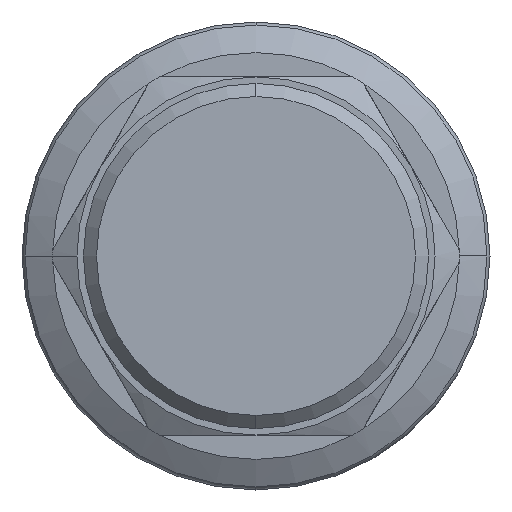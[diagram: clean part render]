
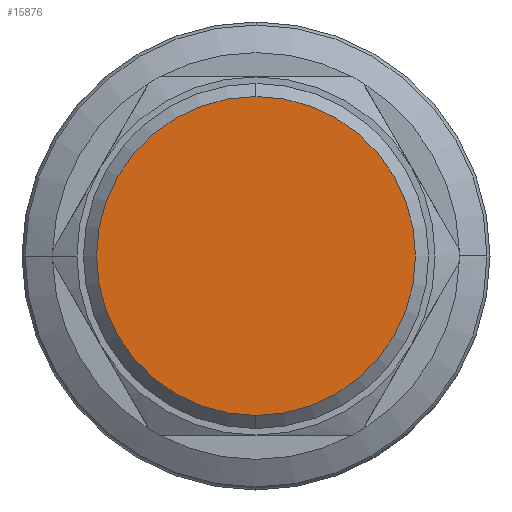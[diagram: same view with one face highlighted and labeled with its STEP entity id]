
A CAD part, left-side view. The second image highlights one B-rep face of the part: STEP entity #15876.
In plain terms, the highlighted planar face has unit normal (-1, 0, 0).
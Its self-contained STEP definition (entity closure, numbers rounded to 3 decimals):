
#477 = DIRECTION ( 'NONE',  ( 0., 0., -1. ) ) ;
#2321 = EDGE_CURVE ( 'NONE', #13439, #13204, #13784, .T. ) ;
#3737 = FACE_OUTER_BOUND ( 'NONE', #12949, .T. ) ;
#4965 = CARTESIAN_POINT ( 'NONE',  ( -11.15, 0., -18.35 ) ) ;
#6483 = ORIENTED_EDGE ( 'NONE', *, *, #15818, .T. ) ;
#8564 = DIRECTION ( 'NONE',  ( -1., 0., 0. ) ) ;
#9005 = DIRECTION ( 'NONE',  ( 0., 0., 1. ) ) ;
#10541 = CARTESIAN_POINT ( 'NONE',  ( -11.15, 0., 0. ) ) ;
#11898 = CARTESIAN_POINT ( 'NONE',  ( -11.15, 0., 0. ) ) ;
#12274 = CARTESIAN_POINT ( 'NONE',  ( -11.15, 0., 0. ) ) ;
#12910 = CARTESIAN_POINT ( 'NONE',  ( -11.15, 0., 18.35 ) ) ;
#12949 = EDGE_LOOP ( 'NONE', ( #6483, #16629 ) ) ;
#13204 = VERTEX_POINT ( 'NONE', #4965 ) ;
#13439 = VERTEX_POINT ( 'NONE', #12910 ) ;
#13784 = CIRCLE ( 'NONE', #19883, 18.35 ) ;
#14355 = AXIS2_PLACEMENT_3D ( 'NONE', #10541, #18967, #477 ) ;
#15195 = AXIS2_PLACEMENT_3D ( 'NONE', #12274, #18889, #9005 ) ;
#15645 = PLANE ( 'NONE',  #14355 ) ;
#15818 = EDGE_CURVE ( 'NONE', #13204, #13439, #21107, .T. ) ;
#15876 = ADVANCED_FACE ( 'NONE', ( #3737 ), #15645, .F. ) ;
#16629 = ORIENTED_EDGE ( 'NONE', *, *, #2321, .T. ) ;
#18889 = DIRECTION ( 'NONE',  ( -1., 0., 0. ) ) ;
#18967 = DIRECTION ( 'NONE',  ( 1., 0., 0. ) ) ;
#19883 = AXIS2_PLACEMENT_3D ( 'NONE', #11898, #8564, #20362 ) ;
#20362 = DIRECTION ( 'NONE',  ( 0., 0., 1. ) ) ;
#21107 = CIRCLE ( 'NONE', #15195, 18.35 ) ;
